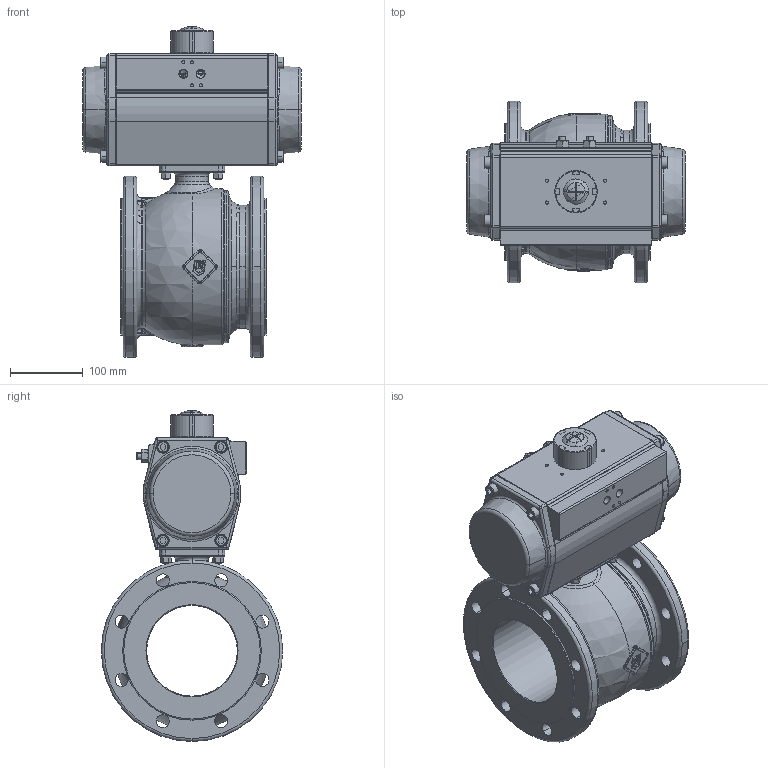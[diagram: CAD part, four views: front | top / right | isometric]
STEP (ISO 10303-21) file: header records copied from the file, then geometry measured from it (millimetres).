
FILE_DESCRIPTION(('HOOPS Exchange Step'),'2;1');
FILE_NAME('PK0401_DN125.stp','2025-04-09T11:05:34+02:00',('nieru'),('Unknown organisation'),'HOOPS Exchange 2024.2','HOOPS Exchange','Unknown authorisation');
FILE_SCHEMA( ('AP203_CONFIGURATION_CONTROLLED_3D_DESIGN_OF_MECHANICAL_PARTS_AND_ASSEMBLIES_MIM_LF') );
Length unit declared in the file: millimetre
Products named in the file (4): 0; root
Assembly tree (3 placements, depth 3):
  root
    0
      0
      0
Bounding box: 301 x 250 x 456.19 mm (x, y, z)
Volume: 7266099.2 mm3; surface area: 761929 mm2
Topology: 34 solids, 34 shells, 1548 faces, 3728 edges, 2264 vertices
Faces by surface type: cylinder 543, plane 440, torus 224, bspline 158, cone 120, sphere 63
Full cylindrical faces by diameter (mm): 8.5 x1
Entity records: 71617 total; most frequent: CARTESIAN_POINT 36411, ORIENTED_EDGE 7374, DIRECTION 7238, EDGE_CURVE 3687, AXIS2_PLACEMENT_3D 2942, VERTEX_POINT 2266, EDGE_LOOP 1707, FACE_BOUND 1707
